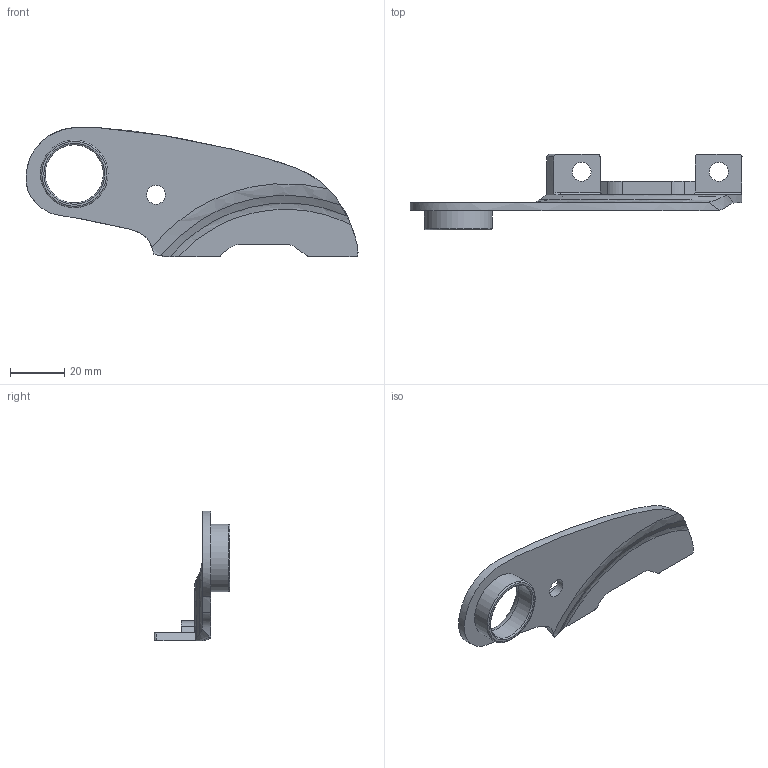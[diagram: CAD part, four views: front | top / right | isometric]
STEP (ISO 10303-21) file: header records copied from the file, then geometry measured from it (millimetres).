
FILE_DESCRIPTION(/* description */ (''),/* implementation_level */ '2;1');
FILE_NAME(/* name */ 'Support droit v8.step',/* time_stamp */ '2020-12-08T14:02:01+01:00',/* author */ (''),/* organization */ (''),/* preprocessor_version */ 'ST-DEVELOPER v18.1',/* originating_system */ 'Autodesk Translation Framework v9.7.1.1290',/* authorisation */ '');
FILE_SCHEMA (('AUTOMOTIVE_DESIGN { 1 0 10303 214 3 1 1 }'));
Length unit declared in the file: millimetre
Products named in the file (1): Support droit
Bounding box: 122.84 x 28 x 48.07 mm (x, y, z)
Volume: 14285.9 mm3; surface area: 11016.6 mm2
Topology: 1 solids, 1 shells, 57 faces, 165 edges, 111 vertices
Faces by surface type: plane 20, cylinder 17, bspline 16, torus 4
Full cylindrical faces by diameter (mm): 7 x3, 21.5 x1, 25 x1
Entity records: 3203 total; most frequent: CARTESIAN_POINT 1767, ORIENTED_EDGE 330, DIRECTION 233, EDGE_CURVE 165, VERTEX_POINT 111, AXIS2_PLACEMENT_3D 82, LINE 69, VECTOR 69
